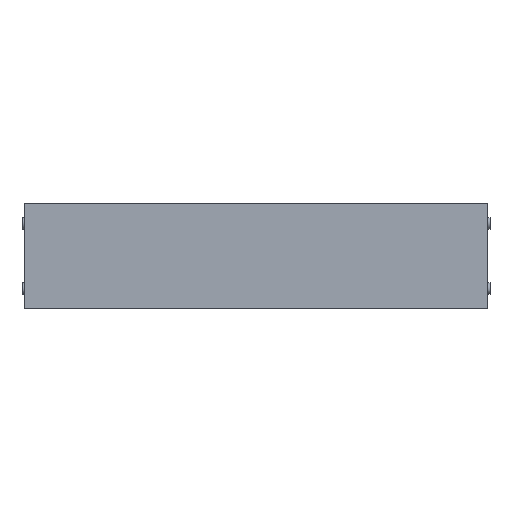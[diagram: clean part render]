
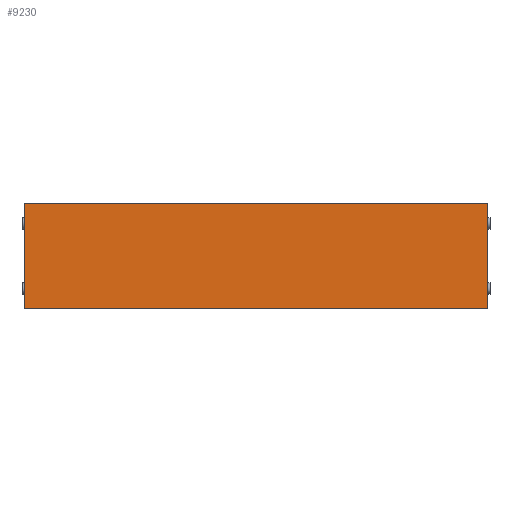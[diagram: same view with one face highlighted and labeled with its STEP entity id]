
A CAD part, front view. The second image highlights one B-rep face of the part: STEP entity #9230.
In plain terms, the highlighted planar face has unit normal (0, -1, 0).
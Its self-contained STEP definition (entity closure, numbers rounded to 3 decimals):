
#23 = DIRECTION ( 'NONE',  ( 0., 0., 1. ) ) ;
#87 = CARTESIAN_POINT ( 'NONE',  ( 284., -20., 65. ) ) ;
#142 = LINE ( 'NONE', #87, #7956 ) ;
#148 = ORIENTED_EDGE ( 'NONE', *, *, #8961, .T. ) ;
#468 = LINE ( 'NONE', #11277, #6083 ) ;
#568 = VERTEX_POINT ( 'NONE', #5500 ) ;
#1032 = DIRECTION ( 'NONE',  ( 0., 0., -1. ) ) ;
#1422 = VERTEX_POINT ( 'NONE', #4686 ) ;
#1877 = AXIS2_PLACEMENT_3D ( 'NONE', #10003, #1975, #1032 ) ;
#1975 = DIRECTION ( 'NONE',  ( 0., -1., 0. ) ) ;
#2542 = DIRECTION ( 'NONE',  ( 1., 0., 0. ) ) ;
#3701 = FACE_OUTER_BOUND ( 'NONE', #11237, .T. ) ;
#3743 = VERTEX_POINT ( 'NONE', #5244 ) ;
#3871 = EDGE_CURVE ( 'NONE', #11445, #1422, #142, .T. ) ;
#4403 = EDGE_CURVE ( 'NONE', #568, #3743, #468, .T. ) ;
#4686 = CARTESIAN_POINT ( 'NONE',  ( 284., -20., 65. ) ) ;
#5032 = LINE ( 'NONE', #8627, #5924 ) ;
#5040 = ORIENTED_EDGE ( 'NONE', *, *, #3871, .T. ) ;
#5244 = CARTESIAN_POINT ( 'NONE',  ( -284., -20., -65. ) ) ;
#5486 = EDGE_CURVE ( 'NONE', #3743, #11445, #5032, .T. ) ;
#5500 = CARTESIAN_POINT ( 'NONE',  ( -284., -20., 65. ) ) ;
#5717 = DIRECTION ( 'NONE',  ( -1., 0., 0. ) ) ;
#5884 = LINE ( 'NONE', #10255, #8280 ) ;
#5915 = DIRECTION ( 'NONE',  ( 0., 0., -1. ) ) ;
#5924 = VECTOR ( 'NONE', #2542, 1000. ) ;
#6083 = VECTOR ( 'NONE', #5915, 1000. ) ;
#6409 = PLANE ( 'NONE',  #1877 ) ;
#6837 = ORIENTED_EDGE ( 'NONE', *, *, #4403, .T. ) ;
#7956 = VECTOR ( 'NONE', #23, 1000. ) ;
#8280 = VECTOR ( 'NONE', #5717, 1000. ) ;
#8620 = CARTESIAN_POINT ( 'NONE',  ( 284., -20., -65. ) ) ;
#8627 = CARTESIAN_POINT ( 'NONE',  ( -284., -20., -65. ) ) ;
#8961 = EDGE_CURVE ( 'NONE', #1422, #568, #5884, .T. ) ;
#9230 = ADVANCED_FACE ( 'NONE', ( #3701 ), #6409, .T. ) ;
#10003 = CARTESIAN_POINT ( 'NONE',  ( 0., -20., 0. ) ) ;
#10255 = CARTESIAN_POINT ( 'NONE',  ( -284., -20., 65. ) ) ;
#10892 = ORIENTED_EDGE ( 'NONE', *, *, #5486, .T. ) ;
#11237 = EDGE_LOOP ( 'NONE', ( #6837, #10892, #5040, #148 ) ) ;
#11277 = CARTESIAN_POINT ( 'NONE',  ( -284., -20., 65. ) ) ;
#11445 = VERTEX_POINT ( 'NONE', #8620 ) ;
